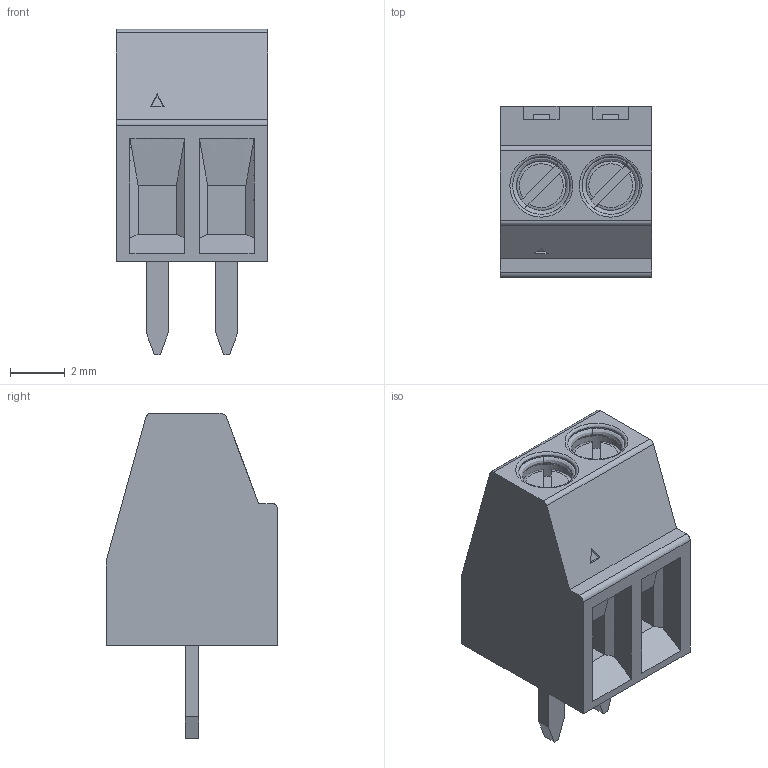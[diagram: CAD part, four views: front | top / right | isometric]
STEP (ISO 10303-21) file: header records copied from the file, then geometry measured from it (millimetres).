
FILE_DESCRIPTION(/* description */ (''),/* implementation_level */ '2;1');
FILE_NAME(/* name */ 'Screw terminal DG308-2.54-02P-14-00AH v2.step',/* time_stamp */ '2021-05-03T19:06:34+03:00',/* author */ (''),/* organization */ (''),/* preprocessor_version */ 'ST-DEVELOPER v18.1',/* originating_system */ 'Autodesk Translation Framework v10.6.0.1341',/* authorisation */ '');
FILE_SCHEMA (('AUTOMOTIVE_DESIGN { 1 0 10303 214 3 1 1 }'));
Length unit declared in the file: millimetre
Products named in the file (1): Screw terminal DG308-2.54-02P-14-00AH
Bounding box: 5.53 x 6.27 x 11.9 mm (x, y, z)
Volume: 208.8 mm3; surface area: 370 mm2
Topology: 1 solids, 1 shells, 395 faces, 1049 edges, 694 vertices
Faces by surface type: plane 202, bspline 178, cylinder 9, torus 6
Full cylindrical faces by diameter (mm): 2 x2, 2.1 x4
Entity records: 21537 total; most frequent: CARTESIAN_POINT 12473, ORIENTED_EDGE 2098, DIRECTION 1205, EDGE_CURVE 1049, VERTEX_POINT 694, LINE 657, VECTOR 657, EDGE_LOOP 433
